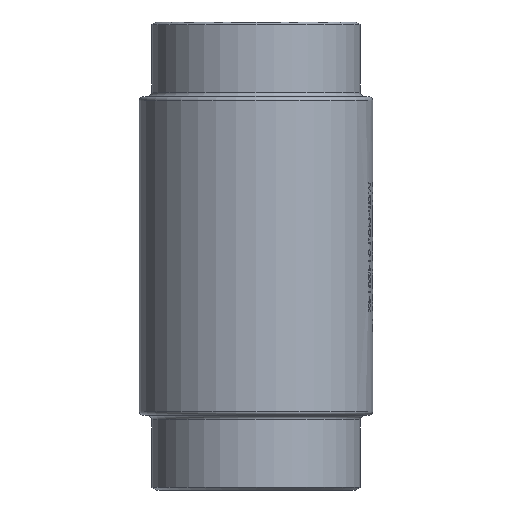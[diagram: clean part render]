
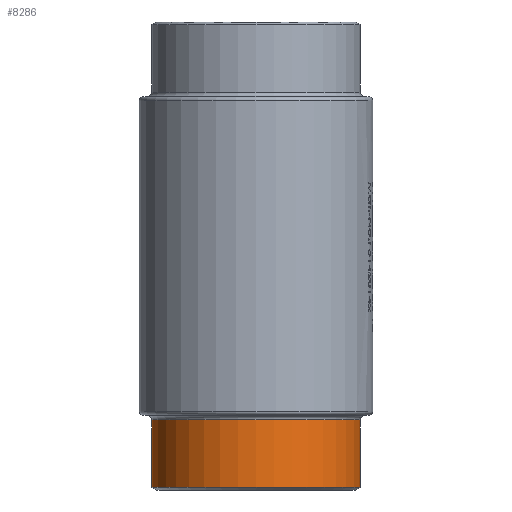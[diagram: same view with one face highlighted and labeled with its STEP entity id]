
A CAD part, front view. The second image highlights one B-rep face of the part: STEP entity #8286.
In plain terms, the highlighted cylindrical face has radius 69.85 mm (diameter 139.7 mm), a partial arc.
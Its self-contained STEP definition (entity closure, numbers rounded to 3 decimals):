
#1184 = VERTEX_POINT ( 'NONE', #23037 ) ;
#1420 = CARTESIAN_POINT ( 'NONE',  ( 69.85, 0., -314. ) ) ;
#1457 = AXIS2_PLACEMENT_3D ( 'NONE', #18692, #10493, #2332 ) ;
#1525 = VECTOR ( 'NONE', #7559, 1000. ) ;
#2332 = DIRECTION ( 'NONE',  ( 1., 0., 0. ) ) ;
#3516 = ORIENTED_EDGE ( 'NONE', *, *, #10574, .T. ) ;
#3860 = EDGE_CURVE ( 'NONE', #1184, #5570, #9552, .T. ) ;
#3865 = DIRECTION ( 'NONE',  ( 1., 0., 0. ) ) ;
#5228 = DIRECTION ( 'NONE',  ( 0., 0., -1. ) ) ;
#5509 = EDGE_CURVE ( 'NONE', #1184, #10963, #15624, .T. ) ;
#5570 = VERTEX_POINT ( 'NONE', #22352 ) ;
#6050 = ORIENTED_EDGE ( 'NONE', *, *, #3860, .T. ) ;
#7559 = DIRECTION ( 'NONE',  ( 0., 0., -1. ) ) ;
#8286 = ADVANCED_FACE ( 'NONE', ( #8751 ), #19099, .T. ) ;
#8751 = FACE_OUTER_BOUND ( 'NONE', #13868, .T. ) ;
#8960 = VECTOR ( 'NONE', #5228, 1000. ) ;
#9552 = CIRCLE ( 'NONE', #1457, 69.85 ) ;
#10493 = DIRECTION ( 'NONE',  ( 0., 0., -1. ) ) ;
#10574 = EDGE_CURVE ( 'NONE', #5570, #26507, #19590, .T. ) ;
#10901 = CARTESIAN_POINT ( 'NONE',  ( 0., 0., -314. ) ) ;
#10963 = VERTEX_POINT ( 'NONE', #11032 ) ;
#11032 = CARTESIAN_POINT ( 'NONE',  ( 69.85, 0., -312.268 ) ) ;
#11122 = CIRCLE ( 'NONE', #26194, 69.85 ) ;
#13482 = ORIENTED_EDGE ( 'NONE', *, *, #16331, .T. ) ;
#13868 = EDGE_LOOP ( 'NONE', ( #6050, #3516, #13482, #24172 ) ) ;
#15417 = CARTESIAN_POINT ( 'NONE',  ( -69.85, 0., -312.268 ) ) ;
#15624 = LINE ( 'NONE', #1420, #1525 ) ;
#16331 = EDGE_CURVE ( 'NONE', #26507, #10963, #11122, .T. ) ;
#17561 = CARTESIAN_POINT ( 'NONE',  ( 0., 0., -312.268 ) ) ;
#17795 = AXIS2_PLACEMENT_3D ( 'NONE', #10901, #17847, #23292 ) ;
#17847 = DIRECTION ( 'NONE',  ( 0., 0., -1. ) ) ;
#18692 = CARTESIAN_POINT ( 'NONE',  ( 0., 0., -267. ) ) ;
#19099 = CYLINDRICAL_SURFACE ( 'NONE', #17795, 69.85 ) ;
#19590 = LINE ( 'NONE', #23780, #8960 ) ;
#22275 = DIRECTION ( 'NONE',  ( 0., 0., 1. ) ) ;
#22352 = CARTESIAN_POINT ( 'NONE',  ( -69.85, 0., -267. ) ) ;
#23037 = CARTESIAN_POINT ( 'NONE',  ( 69.85, 0., -267. ) ) ;
#23292 = DIRECTION ( 'NONE',  ( 1., 0., 0. ) ) ;
#23780 = CARTESIAN_POINT ( 'NONE',  ( -69.85, 0., -314. ) ) ;
#24172 = ORIENTED_EDGE ( 'NONE', *, *, #5509, .F. ) ;
#26194 = AXIS2_PLACEMENT_3D ( 'NONE', #17561, #22275, #3865 ) ;
#26507 = VERTEX_POINT ( 'NONE', #15417 ) ;
